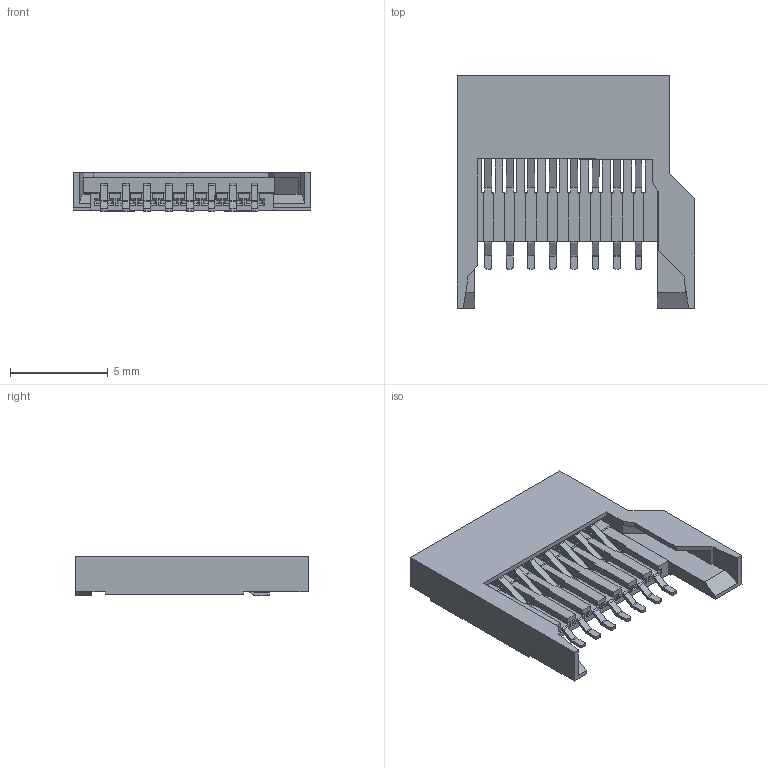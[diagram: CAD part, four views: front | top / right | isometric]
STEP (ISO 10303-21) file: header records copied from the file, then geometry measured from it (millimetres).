
FILE_DESCRIPTION(/* description */ ('Unknown'),/* implementation_level */ '2;1');
FILE_NAME(/* name */ '693070010811',/* time_stamp */ '2025-02-20T08:47:47+01:00',/* author */ ('Unknown'),/* organization */ ('Unknown'),/* preprocessor_version */ 'ST-DEVELOPER v19.4',/* originating_system */ 'Solid Edge',/* authorisation */ 'Unknown');
FILE_SCHEMA (('AUTOMOTIVE_DESIGN {1 0 10303 214 3 1 1}'));
Length unit declared in the file: millimetre
Products named in the file (4): 693070010811; 693070010811_Housing; 693070010811_Fork; 693070010811_Pin
Assembly tree (11 placements, depth 2):
  693070010811
    693070010811_Housing
    693070010811_Fork  x2
    693070010811_Pin  x8
Bounding box: 12.16 x 11.91 x 2 mm (x, y, z)
Volume: 95.4 mm3; surface area: 578.4 mm2
Topology: 11 solids, 11 shells, 699 faces, 1989 edges, 1304 vertices
Faces by surface type: plane 546, cylinder 153
Entity records: 10554 total; most frequent: CARTESIAN_POINT 1872, ORIENTED_EDGE 1862, DIRECTION 1651, EDGE_CURVE 931, LINE 877, VECTOR 877, VERTEX_POINT 608, AXIS2_PLACEMENT_3D 387
